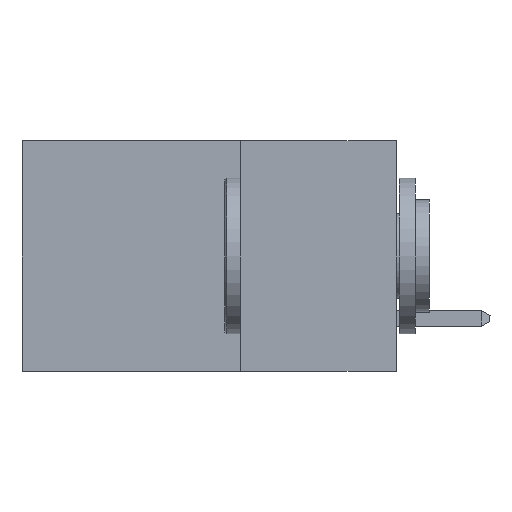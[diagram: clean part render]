
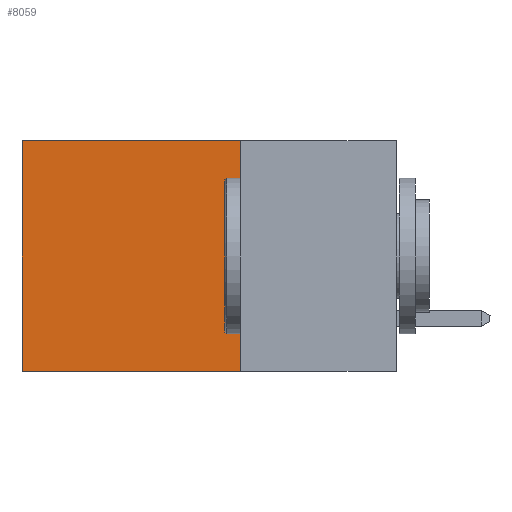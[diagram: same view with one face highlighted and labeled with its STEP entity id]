
A CAD part, left-side view. The second image highlights one B-rep face of the part: STEP entity #8059.
In plain terms, the highlighted planar face has unit normal (-1, 0, 0).
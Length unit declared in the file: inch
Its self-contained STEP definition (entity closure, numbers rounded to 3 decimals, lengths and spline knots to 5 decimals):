
#568 = VERTEX_POINT ( 'NONE', #5018 ) ;
#682 = CARTESIAN_POINT ( 'NONE',  ( 0.2615, 0.25, -0.37 ) ) ;
#2301 = EDGE_CURVE ( 'NONE', #5159, #6506, #8852, .T. ) ;
#2492 = CARTESIAN_POINT ( 'NONE',  ( 0.2615, 0.6, -0.37 ) ) ;
#2538 = VECTOR ( 'NONE', #6263, 39.37008 ) ;
#3159 = EDGE_CURVE ( 'NONE', #5159, #568, #9646, .T. ) ;
#3372 = DIRECTION ( 'NONE',  ( 1., 0., 0. ) ) ;
#3647 = AXIS2_PLACEMENT_3D ( 'NONE', #8041, #3372, #8746 ) ;
#3702 = VECTOR ( 'NONE', #6167, 39.37008 ) ;
#3800 = CARTESIAN_POINT ( 'NONE',  ( 0.2615, 0.6, 0. ) ) ;
#4337 = ORIENTED_EDGE ( 'NONE', *, *, #2301, .T. ) ;
#4588 = FACE_OUTER_BOUND ( 'NONE', #9525, .T. ) ;
#4816 = CARTESIAN_POINT ( 'NONE',  ( 0.2615, 0.25, 0. ) ) ;
#4924 = PLANE ( 'NONE',  #3647 ) ;
#4934 = DIRECTION ( 'NONE',  ( 0., 0., -1. ) ) ;
#5018 = CARTESIAN_POINT ( 'NONE',  ( 0.2615, 0.25, -0.37 ) ) ;
#5145 = ORIENTED_EDGE ( 'NONE', *, *, #3159, .F. ) ;
#5159 = VERTEX_POINT ( 'NONE', #4816 ) ;
#5260 = VERTEX_POINT ( 'NONE', #6874 ) ;
#5436 = ORIENTED_EDGE ( 'NONE', *, *, #5596, .T. ) ;
#5596 = EDGE_CURVE ( 'NONE', #6506, #5260, #9504, .T. ) ;
#6167 = DIRECTION ( 'NONE',  ( 0., 0., -1. ) ) ;
#6263 = DIRECTION ( 'NONE',  ( 0., 1., 0. ) ) ;
#6494 = CARTESIAN_POINT ( 'NONE',  ( 0.2615, 0.25, -0.37 ) ) ;
#6506 = VERTEX_POINT ( 'NONE', #3800 ) ;
#6576 = LINE ( 'NONE', #682, #2538 ) ;
#6736 = ORIENTED_EDGE ( 'NONE', *, *, #9252, .F. ) ;
#6833 = CARTESIAN_POINT ( 'NONE',  ( 0.2615, 0.25, 0. ) ) ;
#6874 = CARTESIAN_POINT ( 'NONE',  ( 0.2615, 0.6, -0.37 ) ) ;
#7010 = DIRECTION ( 'NONE',  ( 0., 1., 0. ) ) ;
#7678 = VECTOR ( 'NONE', #4934, 39.37008 ) ;
#8041 = CARTESIAN_POINT ( 'NONE',  ( 0.2615, 0.25, -0.37 ) ) ;
#8059 = ADVANCED_FACE ( 'NONE', ( #4588 ), #4924, .F. ) ;
#8746 = DIRECTION ( 'NONE',  ( 0., 0., -1. ) ) ;
#8852 = LINE ( 'NONE', #6833, #9058 ) ;
#9058 = VECTOR ( 'NONE', #7010, 39.37008 ) ;
#9252 = EDGE_CURVE ( 'NONE', #568, #5260, #6576, .T. ) ;
#9504 = LINE ( 'NONE', #2492, #7678 ) ;
#9525 = EDGE_LOOP ( 'NONE', ( #5436, #6736, #5145, #4337 ) ) ;
#9646 = LINE ( 'NONE', #6494, #3702 ) ;
